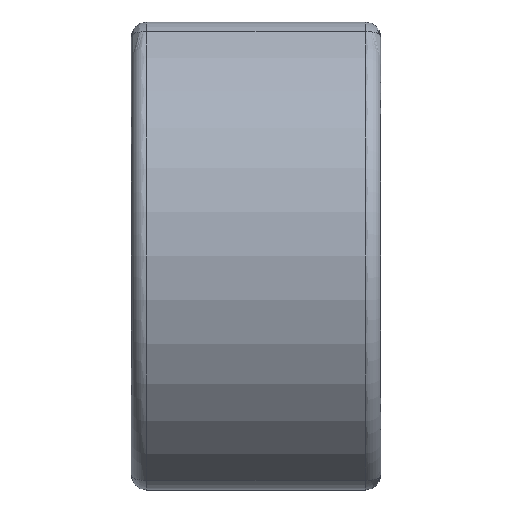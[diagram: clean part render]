
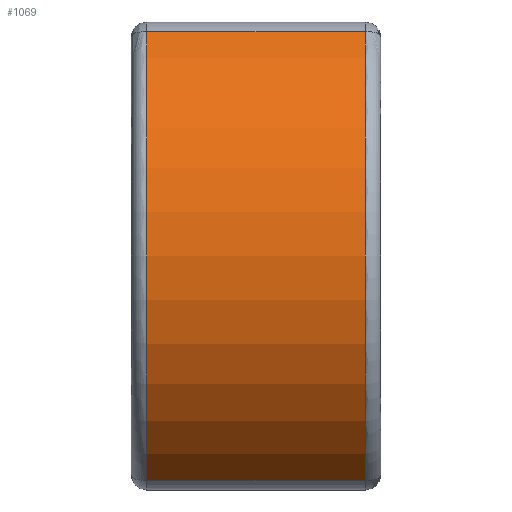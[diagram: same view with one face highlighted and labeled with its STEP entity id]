
A CAD part, front view. The second image highlights one B-rep face of the part: STEP entity #1069.
In plain terms, the highlighted cylindrical face has radius 85 mm (diameter 170 mm), a partial arc.
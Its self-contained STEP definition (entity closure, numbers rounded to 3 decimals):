
#253=CARTESIAN_POINT('Vertex',(5.,-105.3,71.923)) ;
#256=CARTESIAN_POINT('Line Origine',(40.,-105.3,71.923)) ;
#260=CARTESIAN_POINT('Vertex',(75.,-105.3,71.923)) ;
#620=CARTESIAN_POINT('Vertex',(5.,-105.3,-71.923)) ;
#627=CARTESIAN_POINT('Vertex',(75.,-105.3,-71.923)) ;
#630=CARTESIAN_POINT('Line Origine',(40.,-105.3,-71.923)) ;
#1048=CARTESIAN_POINT('Axis2P3D Location',(40.,-60.,0.)) ;
#1053=CARTESIAN_POINT('Axis2P3D Location',(5.,-60.,0.)) ;
#1058=CARTESIAN_POINT('Axis2P3D Location',(75.,-60.,0.)) ;
#258=VECTOR('Line Direction',#257,1.) ;
#632=VECTOR('Line Direction',#631,1.) ;
#257=DIRECTION('Vector Direction',(1.,0.,0.)) ;
#631=DIRECTION('Vector Direction',(1.,0.,0.)) ;
#1049=DIRECTION('Axis2P3D Direction',(1.,0.,0.)) ;
#1050=DIRECTION('Axis2P3D XDirection',(0.,-0.471,0.882)) ;
#1054=DIRECTION('Axis2P3D Direction',(1.,0.,0.)) ;
#1059=DIRECTION('Axis2P3D Direction',(1.,0.,0.)) ;
#1051=AXIS2_PLACEMENT_3D('Cylinder Axis2P3D',#1048,#1049,#1050) ;
#1055=AXIS2_PLACEMENT_3D('Circle Axis2P3D',#1053,#1054,$) ;
#1060=AXIS2_PLACEMENT_3D('Circle Axis2P3D',#1058,#1059,$) ;
#259=LINE('Line',#256,#258) ;
#633=LINE('Line',#630,#632) ;
#1056=CIRCLE('generated circle',#1055,85.) ;
#1061=CIRCLE('generated circle',#1060,85.) ;
#1052=CYLINDRICAL_SURFACE('generated cylinder',#1051,85.) ;
#262=EDGE_CURVE('',#254,#261,#259,.T.) ;
#634=EDGE_CURVE('',#621,#628,#633,.T.) ;
#1057=EDGE_CURVE('',#254,#621,#1056,.T.) ;
#1062=EDGE_CURVE('',#261,#628,#1061,.T.) ;
#1064=ORIENTED_EDGE('',*,*,#1057,.T.) ;
#1065=ORIENTED_EDGE('',*,*,#634,.T.) ;
#1066=ORIENTED_EDGE('',*,*,#1062,.F.) ;
#1067=ORIENTED_EDGE('',*,*,#262,.F.) ;
#1063=EDGE_LOOP('',(#1064,#1065,#1066,#1067)) ;
#254=VERTEX_POINT('',#253) ;
#261=VERTEX_POINT('',#260) ;
#621=VERTEX_POINT('',#620) ;
#628=VERTEX_POINT('',#627) ;
#1069=ADVANCED_FACE('PartBody',(#1068),#1052,.T.) ;
#1068=FACE_OUTER_BOUND('',#1063,.T.) ;
